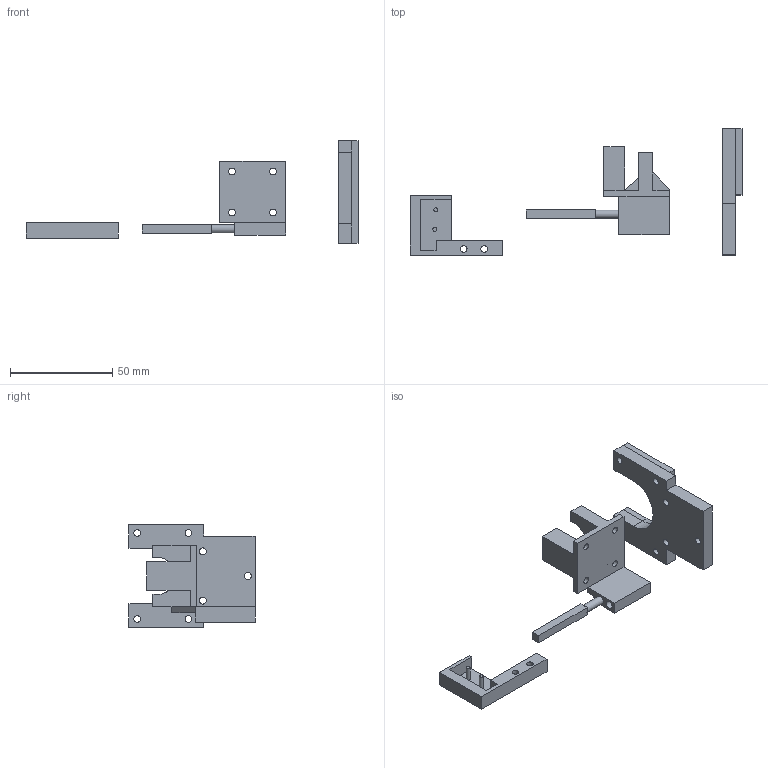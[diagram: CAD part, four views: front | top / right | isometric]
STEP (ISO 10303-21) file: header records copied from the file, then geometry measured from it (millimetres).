
FILE_DESCRIPTION(/* description */ ('STEP AP242','CAx-IF Rec.Pracs.---Representation and Presentation of Product Manufacturing Information (PMI)---4.0---2014-10-13','CAx-IF Rec.Pracs.---3D Tessellated Geometry---0.4---2014-09-14','2;1'),/* implementation_level */ '2;1');
FILE_NAME(/* name */ '65931bc522fe520221f03c92',/* time_stamp */ '2024-01-01T20:08:38Z',/* author */ (''),/* organization */ (''),/* preprocessor_version */ 'ST-DEVELOPER v19.4',/* originating_system */ ' ',/* authorisation */ ' ');
FILE_SCHEMA (('AP242_MANAGED_MODEL_BASED_3D_ENGINEERING_MIM_LF { 1 0 10303 442 1 1 4 }'));
Length unit declared in the file: metre
Products named in the file (6): LimitBack; PlungerHolderGlass; Plunger; FrontPlateLockGlass; FrontPlateGlass; CaddyStop
Bounding box: 162.01 x 61.5 x 50 mm (x, y, z)
Volume: 30117.5 mm3; surface area: 19792.4 mm2
Topology: 6 solids, 6 shells, 115 faces, 303 edges, 203 vertices
Faces by surface type: plane 76, cylinder 35, cone 4
Full cylindrical faces by diameter (mm): 2 x2, 2.05 x6, 2.25 x2, 3.2 x12, 3.25 x2, 3.4 x3, 4 x3
Entity records: 3557 total; most frequent: CARTESIAN_POINT 606, DIRECTION 562, ORIENTED_EDGE 516, EDGE_CURVE 258, FACE_BOUND 202, EDGE_LOOP 198, VERTEX_POINT 196, AXIS2_PLACEMENT_3D 190
